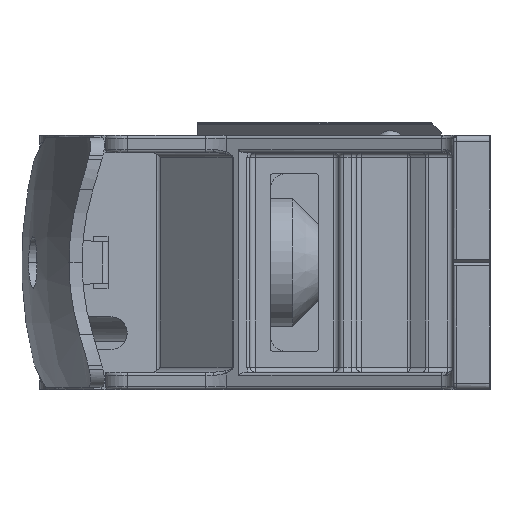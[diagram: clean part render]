
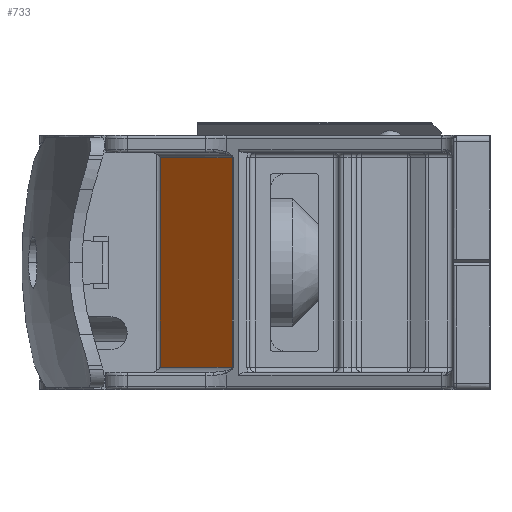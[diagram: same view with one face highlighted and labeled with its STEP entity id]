
A CAD part, left-side view. The second image highlights one B-rep face of the part: STEP entity #733.
In plain terms, the highlighted planar face has unit normal (-0.707, 0.707, 0).
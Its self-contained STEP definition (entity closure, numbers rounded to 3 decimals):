
#733=ADVANCED_FACE('',(#2342),#2343,.F.);
#2342=FACE_OUTER_BOUND('',#4693,.T.);
#2343=PLANE('',#4694);
#4693=EDGE_LOOP('',(#11312,#11313,#11314,#11315));
#4694=AXIS2_PLACEMENT_3D('',#11316,#11317,#11318);
#11312=ORIENTED_EDGE('',*,*,#15585,.T.);
#11313=ORIENTED_EDGE('',*,*,#15586,.T.);
#11314=ORIENTED_EDGE('',*,*,#15587,.T.);
#11315=ORIENTED_EDGE('',*,*,#15588,.T.);
#11316=CARTESIAN_POINT('',(-30.988,19.519,-51.69));
#11317=DIRECTION('',(0.707,-0.707,0.0));
#11318=DIRECTION('',(0.0,0.0,1.0));
#15585=EDGE_CURVE('',#19370,#19371,#19372,.T.);
#15586=EDGE_CURVE('',#19371,#19373,#19374,.T.);
#15587=EDGE_CURVE('',#19373,#19375,#19376,.T.);
#15588=EDGE_CURVE('',#19375,#19370,#19377,.T.);
#19370=VERTEX_POINT('',#27706);
#19371=VERTEX_POINT('',#27707);
#19372=LINE('',#27708,#27709);
#19373=VERTEX_POINT('',#27710);
#19374=LINE('',#27711,#27712);
#19375=VERTEX_POINT('',#27713);
#19376=LINE('',#27714,#27715);
#19377=LINE('',#27716,#27717);
#27706=CARTESIAN_POINT('',(-31.174,19.333,-12.954));
#27707=CARTESIAN_POINT('',(-40.085,10.422,-12.954));
#27708=CARTESIAN_POINT('',(-30.988,19.519,-12.954));
#27709=VECTOR('',#31329,1000.0);
#27710=CARTESIAN_POINT('',(-40.085,10.422,12.954));
#27711=CARTESIAN_POINT('',(-40.085,10.422,12.954));
#27712=VECTOR('',#31330,1000.0);
#27713=CARTESIAN_POINT('',(-31.174,19.333,12.954));
#27714=CARTESIAN_POINT('',(-30.988,19.519,12.954));
#27715=VECTOR('',#31331,1000.0);
#27716=CARTESIAN_POINT('',(-31.174,19.333,-51.69));
#27717=VECTOR('',#31332,1000.0);
#31329=DIRECTION('',(-0.707,-0.707,0.0));
#31330=DIRECTION('',(0.0,0.0,1.0));
#31331=DIRECTION('',(0.707,0.707,0.0));
#31332=DIRECTION('',(0.0,0.0,-1.0));
